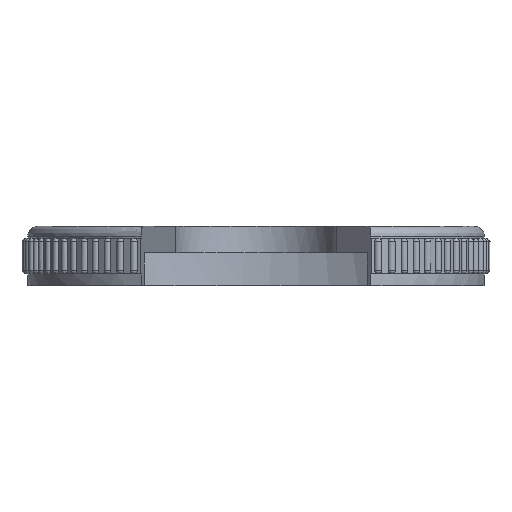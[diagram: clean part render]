
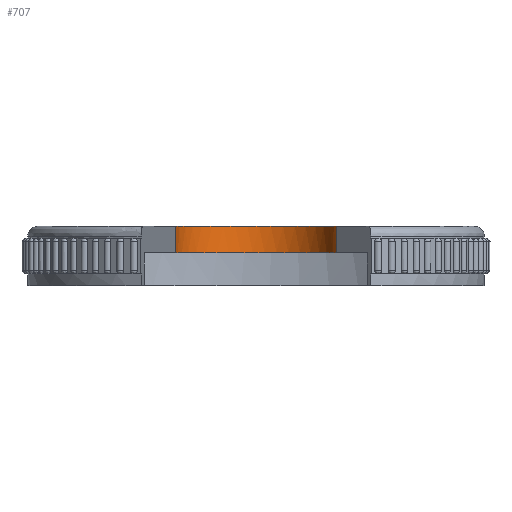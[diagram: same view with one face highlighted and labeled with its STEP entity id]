
A CAD part, front view. The second image highlights one B-rep face of the part: STEP entity #707.
In plain terms, the highlighted free-form (B-spline) face has degree [1, 2] with [2, 5] control points.
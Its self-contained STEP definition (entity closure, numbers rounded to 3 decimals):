
#707=ADVANCED_FACE('',(#1400),#19303,.T.);
#1400=FACE_OUTER_BOUND('',#2093,.T.);
#2093=EDGE_LOOP('',(#5034,#5035,#5036,#5037));
#5034=ORIENTED_EDGE('',*,*,#16008,.F.);
#5035=ORIENTED_EDGE('',*,*,#16487,.F.);
#5036=ORIENTED_EDGE('',*,*,#15878,.F.);
#5037=ORIENTED_EDGE('',*,*,#16481,.F.);
#6020=PCURVE('',#19139,#8964);
#6196=PCURVE('',#19142,#9140);
#7941=PCURVE('',#19301,#10885);
#7974=PCURVE('',#19302,#10918);
#7978=PCURVE('',#19303,#10922);
#7979=PCURVE('',#19303,#10923);
#7980=PCURVE('',#19303,#10924);
#7981=PCURVE('',#19303,#10925);
#8964=DEFINITIONAL_REPRESENTATION('',(#17347),#52434);
#9140=DEFINITIONAL_REPRESENTATION('',(#17645),#52434);
#10885=DEFINITIONAL_REPRESENTATION('',(#13502),#52434);
#10918=DEFINITIONAL_REPRESENTATION('',(#13536),#52434);
#10922=DEFINITIONAL_REPRESENTATION('',(#13540),#52434);
#10923=DEFINITIONAL_REPRESENTATION('',(#13541),#52434);
#10924=DEFINITIONAL_REPRESENTATION('',(#13542),#52434);
#10925=DEFINITIONAL_REPRESENTATION('',(#13543),#52434);
#13502=B_SPLINE_CURVE_WITH_KNOTS('',1,(#52299,#52300),.UNSPECIFIED.,.F.,
 .F.,(2,2),(47.2,54.),.UNSPECIFIED.);
#13536=B_SPLINE_CURVE_WITH_KNOTS('',1,(#52406,#52407),.UNSPECIFIED.,.F.,
 .F.,(2,2),(-54.,-47.2),.UNSPECIFIED.);
#13540=B_SPLINE_CURVE_WITH_KNOTS('',1,(#52425,#52426),.UNSPECIFIED.,.F.,
 .F.,(2,2),(-62.615,0.),.UNSPECIFIED.);
#13541=B_SPLINE_CURVE_WITH_KNOTS('',1,(#52427,#52428),.UNSPECIFIED.,.F.,
 .F.,(2,2),(-54.,-47.2),.UNSPECIFIED.);
#13542=B_SPLINE_CURVE_WITH_KNOTS('',1,(#52429,#52430),.UNSPECIFIED.,.F.,
 .F.,(2,2),(0.,62.615),.UNSPECIFIED.);
#13543=B_SPLINE_CURVE_WITH_KNOTS('',1,(#52431,#52432),.UNSPECIFIED.,.F.,
 .F.,(2,2),(47.2,54.),.UNSPECIFIED.);
#14406=SURFACE_CURVE('',#17346,(#6020,#7980),.PCURVE_S1.);
#14536=SURFACE_CURVE('',#17644,(#6196,#7978),.PCURVE_S1.);
#15009=SURFACE_CURVE('',#18280,(#7941,#7981),.PCURVE_S1.);
#15015=SURFACE_CURVE('',#18285,(#7974,#7979),.PCURVE_S1.);
#15878=EDGE_CURVE('',#19049,#19050,#14406,.T.);
#16008=EDGE_CURVE('',#19063,#19062,#14536,.T.);
#16481=EDGE_CURVE('',#19062,#19049,#15009,.T.);
#16487=EDGE_CURVE('',#19050,#19063,#15015,.T.);
#17346=(
BOUNDED_CURVE()
B_SPLINE_CURVE(2,(#39012,#39013,#39014,#39015,#39016),.UNSPECIFIED.,.F.,
 .F.)
B_SPLINE_CURVE_WITH_KNOTS((3,2,3),(0.,31.308,
62.615),.UNSPECIFIED.)
CURVE()
GEOMETRIC_REPRESENTATION_ITEM()
RATIONAL_B_SPLINE_CURVE((1.,0.768,1.,0.768,1.))
REPRESENTATION_ITEM('')
);
#17347=(
BOUNDED_CURVE()
B_SPLINE_CURVE(2,(#39017,#39018,#39019,#39020,#39021),.UNSPECIFIED.,.F.,
 .F.)
B_SPLINE_CURVE_WITH_KNOTS((3,2,3),(0.,31.308,
62.615),.UNSPECIFIED.)
CURVE()
GEOMETRIC_REPRESENTATION_ITEM()
RATIONAL_B_SPLINE_CURVE((1.,0.768,1.,0.768,1.))
REPRESENTATION_ITEM('')
);
#17644=(
BOUNDED_CURVE()
B_SPLINE_CURVE(2,(#40188,#40189,#40190,#40191,#40192),.UNSPECIFIED.,.F.,
 .F.)
B_SPLINE_CURVE_WITH_KNOTS((3,2,3),(-62.615,-31.308,0.),
 .UNSPECIFIED.)
CURVE()
GEOMETRIC_REPRESENTATION_ITEM()
RATIONAL_B_SPLINE_CURVE((1.,0.768,1.,0.768,1.))
REPRESENTATION_ITEM('')
);
#17645=(
BOUNDED_CURVE()
B_SPLINE_CURVE(2,(#40193,#40194,#40195,#40196,#40197),.UNSPECIFIED.,.F.,
 .F.)
B_SPLINE_CURVE_WITH_KNOTS((3,2,3),(-62.615,-31.308,0.),
 .UNSPECIFIED.)
CURVE()
GEOMETRIC_REPRESENTATION_ITEM()
RATIONAL_B_SPLINE_CURVE((1.,0.768,1.,0.768,1.))
REPRESENTATION_ITEM('')
);
#18280=(
BOUNDED_CURVE()
B_SPLINE_CURVE(1,(#52297,#52298),.UNSPECIFIED.,.F.,.F.)
B_SPLINE_CURVE_WITH_KNOTS((2,2),(47.2,54.),.UNSPECIFIED.)
CURVE()
GEOMETRIC_REPRESENTATION_ITEM()
RATIONAL_B_SPLINE_CURVE((1.,1.))
REPRESENTATION_ITEM('')
);
#18285=(
BOUNDED_CURVE()
B_SPLINE_CURVE(1,(#52404,#52405),.UNSPECIFIED.,.F.,.F.)
B_SPLINE_CURVE_WITH_KNOTS((2,2),(-54.,-47.2),.UNSPECIFIED.)
CURVE()
GEOMETRIC_REPRESENTATION_ITEM()
RATIONAL_B_SPLINE_CURVE((1.,1.))
REPRESENTATION_ITEM('')
);
#19049=VERTEX_POINT('',#30670);
#19050=VERTEX_POINT('',#30671);
#19062=VERTEX_POINT('',#30683);
#19063=VERTEX_POINT('',#30684);
#19139=B_SPLINE_SURFACE_WITH_KNOTS('',1,1,((#25417,#25418),(#25419,#25420)),
 .UNSPECIFIED.,.F.,.F.,.F.,(2,2),(2,2),(-67.5,67.5),(-121.5,13.5),
 .UNSPECIFIED.);
#19142=B_SPLINE_SURFACE_WITH_KNOTS('',1,1,((#25429,#25430),(#25431,#25432)),
 .UNSPECIFIED.,.F.,.F.,.F.,(2,2),(2,2),(-74.375,74.375),(-14.875,133.875),
 .UNSPECIFIED.);
#19301=(
BOUNDED_SURFACE()
B_SPLINE_SURFACE(1,2,((#21057,#21058,#21059),(#21060,#21061,#21062)),
 .UNSPECIFIED.,.F.,.F.,.F.)
B_SPLINE_SURFACE_WITH_KNOTS((2,2),(3,3),(0.,86.5),(-285.406,-227.353),
 .UNSPECIFIED.)
GEOMETRIC_REPRESENTATION_ITEM()
RATIONAL_B_SPLINE_SURFACE(((1.,1.,1.),(1.,1.,1.)))
REPRESENTATION_ITEM('')
SURFACE()
);
#19302=(
BOUNDED_SURFACE()
B_SPLINE_SURFACE(1,2,((#21063,#21064,#21065),(#21066,#21067,#21068)),
 .UNSPECIFIED.,.F.,.F.,.F.)
B_SPLINE_SURFACE_WITH_KNOTS((2,2),(3,3),(0.,86.5),(-120.668,-62.615),
 .UNSPECIFIED.)
GEOMETRIC_REPRESENTATION_ITEM()
RATIONAL_B_SPLINE_SURFACE(((1.,1.,1.),(1.,1.,1.)))
REPRESENTATION_ITEM('')
SURFACE()
);
#19303=(
BOUNDED_SURFACE()
B_SPLINE_SURFACE(1,2,((#21069,#21070,#21071,#21072,#21073),(#21074,#21075,
#21076,#21077,#21078)),.UNSPECIFIED.,.F.,.F.,.F.)
B_SPLINE_SURFACE_WITH_KNOTS((2,2),(3,2,3),(0.,86.5),(-62.615,-31.308,
0.),.UNSPECIFIED.)
GEOMETRIC_REPRESENTATION_ITEM()
RATIONAL_B_SPLINE_SURFACE(((1.,0.768,1.,0.768,1.),
(1.,0.768,1.,0.768,1.)))
REPRESENTATION_ITEM('')
SURFACE()
);
#21057=CARTESIAN_POINT('',(642.762,440.933,59.5));
#21058=CARTESIAN_POINT('',(647.387,412.31,59.5));
#21059=CARTESIAN_POINT('',(652.011,383.686,59.5));
#21060=CARTESIAN_POINT('',(642.762,440.933,-27.));
#21061=CARTESIAN_POINT('',(647.387,412.31,-27.));
#21062=CARTESIAN_POINT('',(652.011,383.686,-27.));
#21063=CARTESIAN_POINT('',(591.938,383.686,59.5));
#21064=CARTESIAN_POINT('',(596.563,412.309,59.5));
#21065=CARTESIAN_POINT('',(601.187,440.933,59.5));
#21066=CARTESIAN_POINT('',(591.938,383.686,-27.));
#21067=CARTESIAN_POINT('',(596.563,412.309,-27.));
#21068=CARTESIAN_POINT('',(601.187,440.933,-27.));
#21069=CARTESIAN_POINT('',(601.187,440.933,59.5));
#21070=CARTESIAN_POINT('',(604.334,459.009,59.5));
#21071=CARTESIAN_POINT('',(621.975,459.009,59.5));
#21072=CARTESIAN_POINT('',(639.616,459.009,59.5));
#21073=CARTESIAN_POINT('',(642.762,440.933,59.5));
#21074=CARTESIAN_POINT('',(601.187,440.933,-27.));
#21075=CARTESIAN_POINT('',(604.334,459.009,-27.));
#21076=CARTESIAN_POINT('',(621.975,459.009,-27.));
#21077=CARTESIAN_POINT('',(639.616,459.009,-27.));
#21078=CARTESIAN_POINT('',(642.762,440.933,-27.));
#25417=CARTESIAN_POINT('',(554.5,369.509,5.5));
#25418=CARTESIAN_POINT('',(689.5,369.509,5.5));
#25419=CARTESIAN_POINT('',(554.5,504.509,5.5));
#25420=CARTESIAN_POINT('',(689.5,504.509,5.5));
#25429=CARTESIAN_POINT('',(696.375,362.634,12.3));
#25430=CARTESIAN_POINT('',(547.625,362.634,12.3));
#25431=CARTESIAN_POINT('',(696.375,511.384,12.3));
#25432=CARTESIAN_POINT('',(547.625,511.384,12.3));
#30670=CARTESIAN_POINT('',(642.762,440.933,5.5));
#30671=CARTESIAN_POINT('',(601.187,440.933,5.5));
#30683=CARTESIAN_POINT('',(642.762,440.933,12.3));
#30684=CARTESIAN_POINT('',(601.187,440.933,12.3));
#39012=CARTESIAN_POINT('',(642.762,440.933,5.5));
#39013=CARTESIAN_POINT('',(639.616,459.009,5.5));
#39014=CARTESIAN_POINT('',(621.975,459.009,5.5));
#39015=CARTESIAN_POINT('',(604.334,459.009,5.5));
#39016=CARTESIAN_POINT('',(601.187,440.933,5.5));
#39017=CARTESIAN_POINT('',(3.924,-33.238));
#39018=CARTESIAN_POINT('',(22.,-36.384));
#39019=CARTESIAN_POINT('',(22.,-54.025));
#39020=CARTESIAN_POINT('',(22.,-71.666));
#39021=CARTESIAN_POINT('',(3.924,-74.813));
#40188=CARTESIAN_POINT('',(601.187,440.933,12.3));
#40189=CARTESIAN_POINT('',(604.334,459.009,12.3));
#40190=CARTESIAN_POINT('',(621.975,459.009,12.3));
#40191=CARTESIAN_POINT('',(639.616,459.009,12.3));
#40192=CARTESIAN_POINT('',(642.762,440.933,12.3));
#40193=CARTESIAN_POINT('',(3.924,80.313));
#40194=CARTESIAN_POINT('',(22.,77.166));
#40195=CARTESIAN_POINT('',(22.,59.525));
#40196=CARTESIAN_POINT('',(22.,41.884));
#40197=CARTESIAN_POINT('',(3.924,38.738));
#52297=CARTESIAN_POINT('',(642.762,440.933,12.3));
#52298=CARTESIAN_POINT('',(642.762,440.933,5.5));
#52299=CARTESIAN_POINT('',(47.2,-285.406));
#52300=CARTESIAN_POINT('',(54.,-285.406));
#52404=CARTESIAN_POINT('',(601.187,440.933,5.5));
#52405=CARTESIAN_POINT('',(601.187,440.933,12.3));
#52406=CARTESIAN_POINT('',(54.,-62.615));
#52407=CARTESIAN_POINT('',(47.2,-62.615));
#52425=CARTESIAN_POINT('',(47.2,-62.615));
#52426=CARTESIAN_POINT('',(47.2,0.));
#52427=CARTESIAN_POINT('',(54.,-62.615));
#52428=CARTESIAN_POINT('',(47.2,-62.615));
#52429=CARTESIAN_POINT('',(54.,0.));
#52430=CARTESIAN_POINT('',(54.,-62.615));
#52431=CARTESIAN_POINT('',(47.2,0.));
#52432=CARTESIAN_POINT('',(54.,0.));
#52434=(
GEOMETRIC_REPRESENTATION_CONTEXT(2)
PARAMETRIC_REPRESENTATION_CONTEXT()
REPRESENTATION_CONTEXT('pspace','')
);
